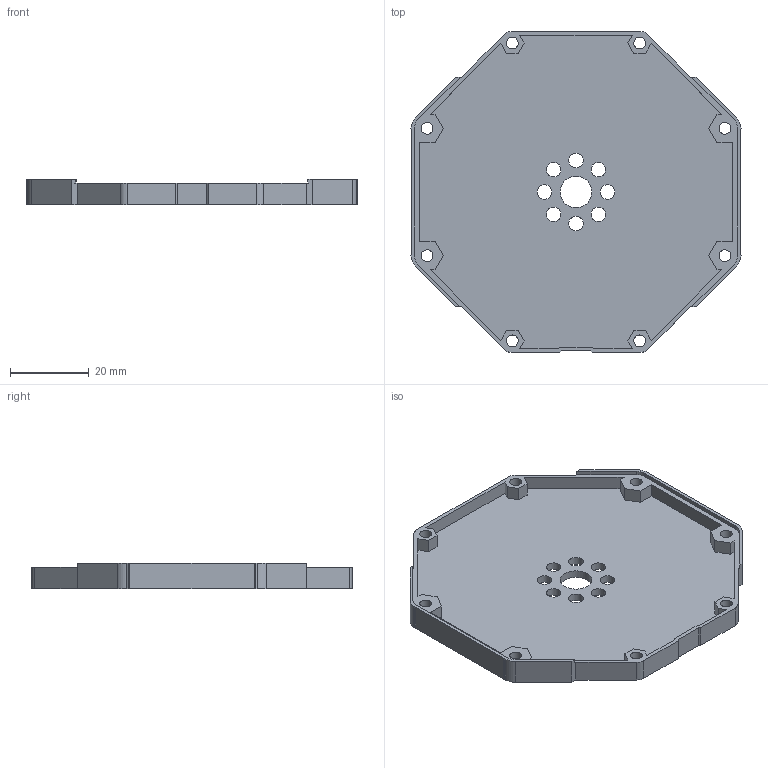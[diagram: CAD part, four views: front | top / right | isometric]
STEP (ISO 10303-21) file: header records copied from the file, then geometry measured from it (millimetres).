
FILE_DESCRIPTION(/* description */ (''),/* implementation_level */ '2;1');
FILE_NAME(/* name */ '693898d3-a452-442c-a670-a6f539dce65e.stp',/* time_stamp */ '2021-01-16T22:35:55+00:00',/* author */ (''),/* organization */ (''),/* preprocessor_version */ 'ST-DEVELOPER v18.1',/* originating_system */ 'Autodesk Translation Framework v9.7.1.1290',/* authorisation */ '');
FILE_SCHEMA (('AUTOMOTIVE_DESIGN { 1 0 10303 214 3 1 1 }'));
Length unit declared in the file: millimetre
Products named in the file (1): Tetrix RoverWing Mounting Plate
Bounding box: 83.7 x 81.28 x 6.5 mm (x, y, z)
Volume: 12961.8 mm3; surface area: 14444.4 mm2
Topology: 1 solids, 1 shells, 140 faces, 399 edges, 266 vertices
Faces by surface type: plane 111, cylinder 29
Full cylindrical faces by diameter (mm): 3 x8, 3.7 x8, 8 x1
Entity records: 4611 total; most frequent: CARTESIAN_POINT 806, ORIENTED_EDGE 798, DIRECTION 739, EDGE_CURVE 399, LINE 341, VECTOR 341, VERTEX_POINT 266, AXIS2_PLACEMENT_3D 199
